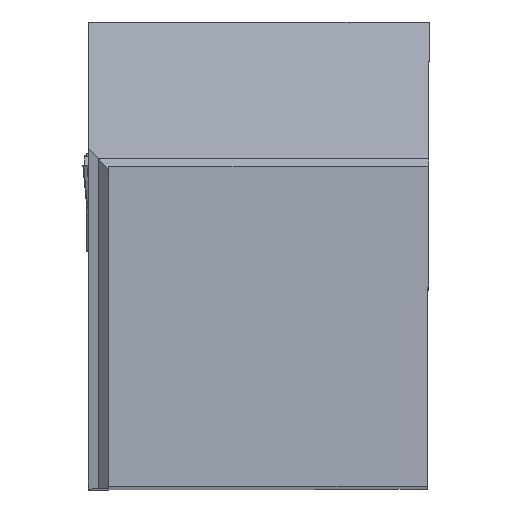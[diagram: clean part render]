
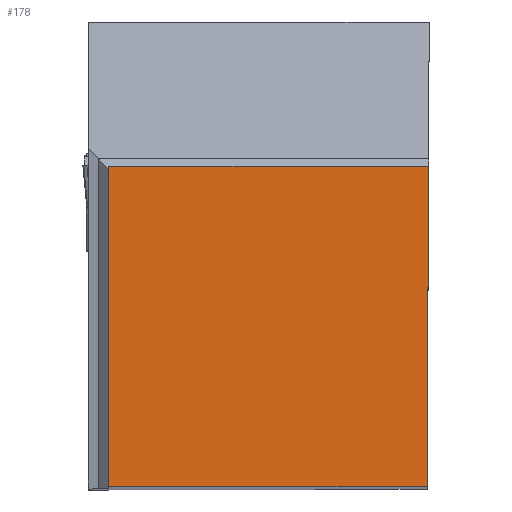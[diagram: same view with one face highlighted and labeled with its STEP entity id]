
A CAD part, top view. The second image highlights one B-rep face of the part: STEP entity #178.
In plain terms, the highlighted planar face has unit normal (0, 0, 1).
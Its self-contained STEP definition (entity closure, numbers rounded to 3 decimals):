
#178=ADVANCED_FACE('BLANK_BOXF006',(#294),#226,.F.);
#226=PLANE('',#1553);
#294=FACE_OUTER_BOUND('',#364,.T.);
#364=EDGE_LOOP('',(#693,#694,#695,#696));
#693=ORIENTED_EDGE('',*,*,#1067,.F.);
#694=ORIENTED_EDGE('',*,*,#1052,.F.);
#695=ORIENTED_EDGE('',*,*,#1066,.F.);
#696=ORIENTED_EDGE('',*,*,#1068,.F.);
#878=VERTEX_POINT('',#2714);
#879=VERTEX_POINT('',#2716);
#888=VERTEX_POINT('',#2741);
#889=VERTEX_POINT('',#2745);
#1052=EDGE_CURVE('',#878,#879,#1197,.T.);
#1066=EDGE_CURVE('',#888,#878,#1210,.T.);
#1067=EDGE_CURVE('',#879,#889,#1211,.T.);
#1068=EDGE_CURVE('',#889,#888,#1212,.T.);
#1197=LINE('',#2715,#1357);
#1210=LINE('',#2742,#1370);
#1211=LINE('',#2744,#1371);
#1212=LINE('',#2746,#1372);
#1357=VECTOR('',#1793,1.);
#1370=VECTOR('',#1814,1.);
#1371=VECTOR('',#1817,1.);
#1372=VECTOR('',#1818,1.);
#1553=AXIS2_PLACEMENT_3D('',#2747,#1819,#1820);
#1793=DIRECTION('',(-1.,0.,0.));
#1814=DIRECTION('',(-0.004,-1.,0.));
#1817=DIRECTION('',(0.,1.,0.));
#1818=DIRECTION('',(1.,0.,0.));
#1819=DIRECTION('',(0.,0.,-1.));
#1820=DIRECTION('',(0.,-1.,0.));
#2714=CARTESIAN_POINT('',(-0.069,0.,0.));
#2715=CARTESIAN_POINT('',(113.6,0.,0.));
#2716=CARTESIAN_POINT('',(-15.748,0.,0.));
#2741=CARTESIAN_POINT('',(0.,15.748,0.));
#2742=CARTESIAN_POINT('',(0.427,113.599,0.));
#2744=CARTESIAN_POINT('',(-15.748,-113.6,0.));
#2745=CARTESIAN_POINT('',(-15.748,15.748,0.));
#2746=CARTESIAN_POINT('',(-113.6,15.748,0.));
#2747=CARTESIAN_POINT('',(-16.743,-5.,0.));
